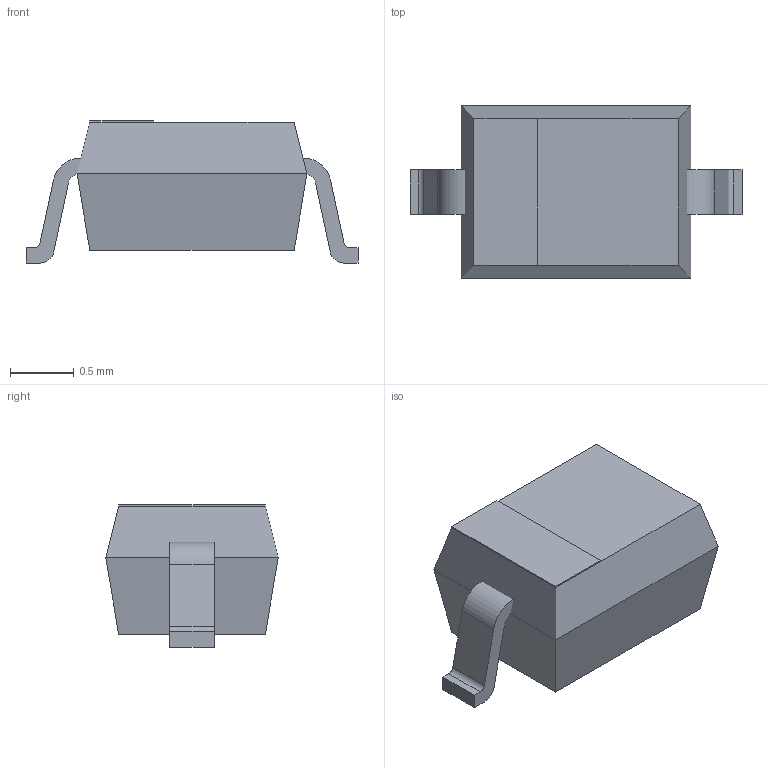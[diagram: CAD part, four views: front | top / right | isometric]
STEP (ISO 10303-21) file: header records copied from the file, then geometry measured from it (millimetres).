
FILE_DESCRIPTION(('FreeCAD Model'),'2;1');
FILE_NAME('SOD-323.step', '2016-06-13T08:54:06',('Author'),(''), 'Open CASCADE STEP processor 6.8','FreeCAD','Unknown');
FILE_SCHEMA(('AUTOMOTIVE_DESIGN_CC2 { 1 2 10303 214 -1 1 5 4 }'));
Length unit declared in the file: inch
Products named in the file (3): ASSEMBLY; pins001; body
Assembly tree (2 placements, depth 2):
  ASSEMBLY
    pins001
    body
Bounding box: 2.6 x 1.35 x 1.11 mm (x, y, z)
Volume: 2.2 mm3; surface area: 11.8 mm2
Topology: 3 solids, 3 shells, 40 faces, 93 edges, 59 vertices
Faces by surface type: plane 24, cylinder 8, bspline 8
Entity records: 2504 total; most frequent: CARTESIAN_POINT 490, DIRECTION 322, LINE 212, VECTOR 212, ORIENTED_EDGE 186, PCURVE 186, DEFINITIONAL_REPRESENTATION 186, EDGE_CURVE 93
